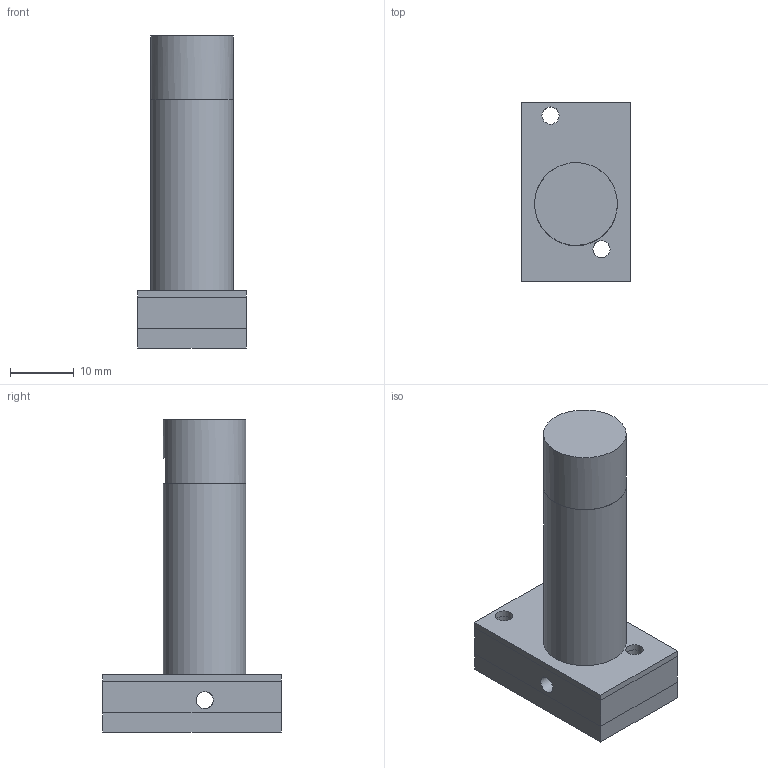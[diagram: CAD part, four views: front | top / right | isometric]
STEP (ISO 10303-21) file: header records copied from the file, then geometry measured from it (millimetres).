
FILE_DESCRIPTION(/* description */ (''),/* implementation_level */ '2;1');
FILE_NAME(/* name */ 'Assembly1.stp',/* time_stamp */ '2015-06-10T13:34:22+02:00',/* author */ ('pc'),/* organization */ (''),/* preprocessor_version */ 'ST-DEVELOPER v15.6',/* originating_system */ 'Autodesk Inventor 2015',/* authorisation */ '');
FILE_SCHEMA (('AUTOMOTIVE_DESIGN { 1 0 10303 214 3 1 1 }'));
Products named in the file (5): soporte; TORRE; tapa0.2; capuchon.torre; Assembly1
Assembly tree (4 placements, depth 2):
  Assembly1
    soporte
    TORRE
    tapa0.2
    capuchon.torre
Bounding box: 17 x 28 x 49 mm (x, y, z)
Volume: 5950.5 mm3; surface area: 6870.9 mm2
Topology: 4 solids, 4 shells, 59 faces, 151 edges, 100 vertices
Faces by surface type: plane 41, cylinder 17, cone 1
Full cylindrical faces by diameter (mm): 2.7 x9, 10 x1, 11 x1, 13 x2
Entity records: 1871 total; most frequent: CARTESIAN_POINT 357, DIRECTION 304, ORIENTED_EDGE 260, EDGE_CURVE 130, AXIS2_PLACEMENT_3D 108, EDGE_LOOP 95, VERTEX_POINT 93, LINE 88
